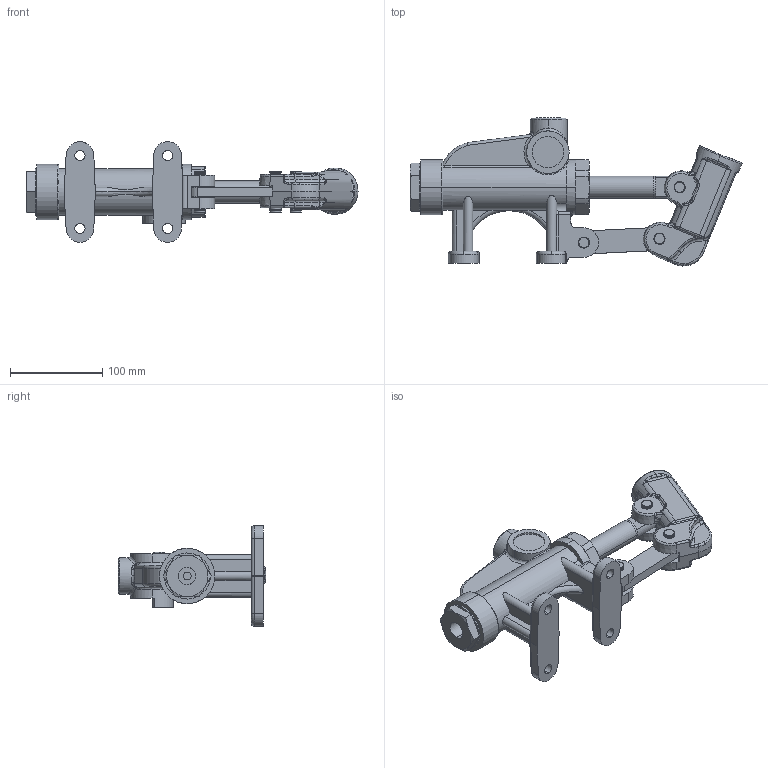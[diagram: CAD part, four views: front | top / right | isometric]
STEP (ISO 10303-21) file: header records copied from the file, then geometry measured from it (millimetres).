
FILE_DESCRIPTION (( 'STEP AP203' ), '1' );
FILE_NAME ('106-001-00068.STEP', '2016-06-28T15:04:58', ( '' ), ( '' ), 'SwSTEP 2.0', 'SolidWorks 2016', '' );
FILE_SCHEMA (( 'CONFIG_CONTROL_DESIGN' ));
Length unit declared in the file: millimetre
Products named in the file (1): 106-001-00068
Bounding box: 359.85 x 160.41 x 109 mm (x, y, z)
Volume: 904337.1 mm3; surface area: 203033.9 mm2
Topology: 11 solids, 11 shells, 790 faces, 1876 edges, 1115 vertices
Faces by surface type: cylinder 282, plane 171, bspline 149, torus 98, cone 81, sphere 9
Entity records: 29842 total; most frequent: CARTESIAN_POINT 12520, ORIENTED_EDGE 3706, DIRECTION 3557, EDGE_CURVE 1853, AXIS2_PLACEMENT_3D 1491, VERTEX_POINT 1115, EDGE_LOOP 866, CIRCLE 849
